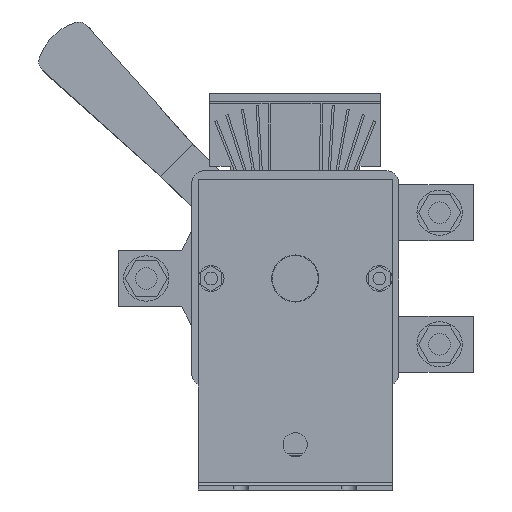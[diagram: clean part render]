
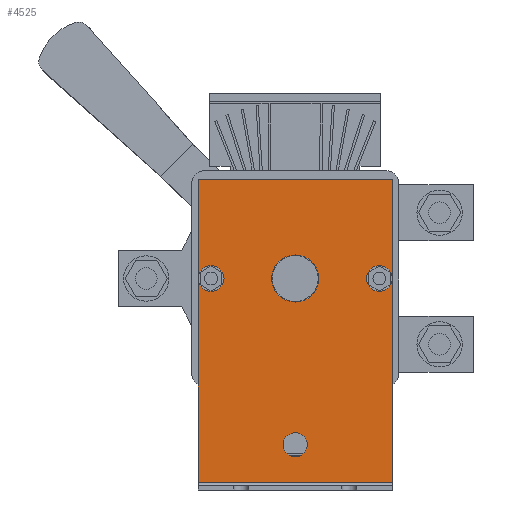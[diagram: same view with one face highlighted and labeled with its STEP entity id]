
A CAD part, left-side view. The second image highlights one B-rep face of the part: STEP entity #4525.
In plain terms, the highlighted planar face has unit normal (-1, 0, 0).
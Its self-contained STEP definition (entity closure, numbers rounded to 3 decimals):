
#1856 = VERTEX_POINT ( 'NONE', #63004 ) ;
#3273 = EDGE_CURVE ( 'NONE', #41592, #56450, #21454, .T. ) ;
#4133 = VERTEX_POINT ( 'NONE', #23489 ) ;
#4525 = ADVANCED_FACE ( 'NONE', ( #5445, #64996, #19386 ), #63330, .F. ) ;
#4863 = EDGE_CURVE ( 'NONE', #1856, #40153, #14707, .T. ) ;
#5445 = FACE_BOUND ( 'NONE', #54929, .T. ) ;
#5644 = VECTOR ( 'NONE', #62006, 1000. ) ;
#7633 = EDGE_LOOP ( 'NONE', ( #35987, #62301, #37964, #17538, #24966, #66928, #13001, #8319 ) ) ;
#8319 = ORIENTED_EDGE ( 'NONE', *, *, #31335, .F. ) ;
#8546 = CARTESIAN_POINT ( 'NONE',  ( -87.5, -45., 46. ) ) ;
#13001 = ORIENTED_EDGE ( 'NONE', *, *, #4863, .F. ) ;
#13088 = AXIS2_PLACEMENT_3D ( 'NONE', #49952, #14317, #55987 ) ;
#13341 = VECTOR ( 'NONE', #39049, 1000. ) ;
#13603 = CARTESIAN_POINT ( 'NONE',  ( -87.5, 45., 46. ) ) ;
#14317 = DIRECTION ( 'NONE',  ( 1., 0., 0. ) ) ;
#14707 = LINE ( 'NONE', #49678, #60358 ) ;
#14936 = VECTOR ( 'NONE', #18354, 1000. ) ;
#15282 = CARTESIAN_POINT ( 'NONE',  ( -87.5, -45., -96. ) ) ;
#17376 = EDGE_CURVE ( 'NONE', #40153, #41592, #44453, .T. ) ;
#17538 = ORIENTED_EDGE ( 'NONE', *, *, #3273, .F. ) ;
#17839 = CARTESIAN_POINT ( 'NONE',  ( -87.5, 45., -94.5 ) ) ;
#18004 = CARTESIAN_POINT ( 'NONE',  ( -87.5, -45., -94.5 ) ) ;
#18354 = DIRECTION ( 'NONE',  ( 0., 1., 0. ) ) ;
#19386 = FACE_OUTER_BOUND ( 'NONE', #7633, .T. ) ;
#21454 = LINE ( 'NONE', #49958, #5644 ) ;
#21848 = AXIS2_PLACEMENT_3D ( 'NONE', #51796, #57824, #22127 ) ;
#22127 = DIRECTION ( 'NONE',  ( 0., 0., 1. ) ) ;
#22764 = DIRECTION ( 'NONE',  ( 1., 0., 0. ) ) ;
#23293 = DIRECTION ( 'NONE',  ( 1., 0., 0. ) ) ;
#23489 = CARTESIAN_POINT ( 'NONE',  ( -87.5, -45., 0. ) ) ;
#24043 = EDGE_CURVE ( 'NONE', #40153, #40153, #51046, .T. ) ;
#24966 = ORIENTED_EDGE ( 'NONE', *, *, #17376, .F. ) ;
#25862 = CARTESIAN_POINT ( 'NONE',  ( -87.5, -39., 0. ) ) ;
#28130 = CIRCLE ( 'NONE', #58392, 6. ) ;
#28462 = EDGE_LOOP ( 'NONE', ( #58423 ) ) ;
#29076 = LINE ( 'NONE', #68949, #13341 ) ;
#29891 = AXIS2_PLACEMENT_3D ( 'NONE', #59027, #23293, #64961 ) ;
#30218 = CARTESIAN_POINT ( 'NONE',  ( -87.5, 0., -82.6 ) ) ;
#30366 = ORIENTED_EDGE ( 'NONE', *, *, #65346, .T. ) ;
#31335 = EDGE_CURVE ( 'NONE', #43464, #1856, #46487, .T. ) ;
#31849 = DIRECTION ( 'NONE',  ( 0., 0., 1. ) ) ;
#32634 = VERTEX_POINT ( 'NONE', #60245 ) ;
#35393 = CIRCLE ( 'NONE', #13088, 10.9 ) ;
#35987 = ORIENTED_EDGE ( 'NONE', *, *, #75627, .T. ) ;
#36321 = VERTEX_POINT ( 'NONE', #30218 ) ;
#36937 = DIRECTION ( 'NONE',  ( 0., 0., 1. ) ) ;
#37200 = CARTESIAN_POINT ( 'NONE',  ( -87.5, 45., -96. ) ) ;
#37964 = ORIENTED_EDGE ( 'NONE', *, *, #60984, .T. ) ;
#38526 = AXIS2_PLACEMENT_3D ( 'NONE', #58464, #22764, #64446 ) ;
#39049 = DIRECTION ( 'NONE',  ( 0., 0., 1. ) ) ;
#40153 = VERTEX_POINT ( 'NONE', #48135 ) ;
#40684 = VECTOR ( 'NONE', #36937, 1000. ) ;
#41592 = VERTEX_POINT ( 'NONE', #13603 ) ;
#43401 = LINE ( 'NONE', #15282, #61217 ) ;
#43464 = VERTEX_POINT ( 'NONE', #18004 ) ;
#44453 = LINE ( 'NONE', #37200, #40684 ) ;
#46487 = LINE ( 'NONE', #17839, #14936 ) ;
#48135 = CARTESIAN_POINT ( 'NONE',  ( -87.5, 45., 0. ) ) ;
#49678 = CARTESIAN_POINT ( 'NONE',  ( -87.5, 45., -96. ) ) ;
#49952 = CARTESIAN_POINT ( 'NONE',  ( -87.5, 0., 0. ) ) ;
#49958 = CARTESIAN_POINT ( 'NONE',  ( -87.5, 193.417, 46. ) ) ;
#51046 = CIRCLE ( 'NONE', #38526, 6. ) ;
#51796 = CARTESIAN_POINT ( 'NONE',  ( -87.5, 193.417, -96. ) ) ;
#54929 = EDGE_LOOP ( 'NONE', ( #30366 ) ) ;
#55703 = DIRECTION ( 'NONE',  ( 0., 0., 1. ) ) ;
#55987 = DIRECTION ( 'NONE',  ( 0., 0., -1. ) ) ;
#56450 = VERTEX_POINT ( 'NONE', #8546 ) ;
#56935 = DIRECTION ( 'NONE',  ( 0., 0., 1. ) ) ;
#57824 = DIRECTION ( 'NONE',  ( 1., 0., 0. ) ) ;
#58392 = AXIS2_PLACEMENT_3D ( 'NONE', #25862, #67477, #31849 ) ;
#58423 = ORIENTED_EDGE ( 'NONE', *, *, #63136, .T. ) ;
#58464 = CARTESIAN_POINT ( 'NONE',  ( -87.5, 39., 0. ) ) ;
#59027 = CARTESIAN_POINT ( 'NONE',  ( -87.5, 0., -77. ) ) ;
#60245 = CARTESIAN_POINT ( 'NONE',  ( -87.5, 0., -10.9 ) ) ;
#60358 = VECTOR ( 'NONE', #55703, 1000. ) ;
#60984 = EDGE_CURVE ( 'NONE', #4133, #56450, #43401, .T. ) ;
#61022 = CIRCLE ( 'NONE', #29891, 5.6 ) ;
#61217 = VECTOR ( 'NONE', #56935, 1000. ) ;
#62006 = DIRECTION ( 'NONE',  ( 0., -1., 0. ) ) ;
#62301 = ORIENTED_EDGE ( 'NONE', *, *, #76741, .F. ) ;
#63004 = CARTESIAN_POINT ( 'NONE',  ( -87.5, 45., -94.5 ) ) ;
#63136 = EDGE_CURVE ( 'NONE', #36321, #36321, #61022, .T. ) ;
#63330 = PLANE ( 'NONE',  #21848 ) ;
#64446 = DIRECTION ( 'NONE',  ( 0., 0., 1. ) ) ;
#64961 = DIRECTION ( 'NONE',  ( 0., 0., -1. ) ) ;
#64996 = FACE_BOUND ( 'NONE', #28462, .T. ) ;
#65346 = EDGE_CURVE ( 'NONE', #32634, #32634, #35393, .T. ) ;
#66928 = ORIENTED_EDGE ( 'NONE', *, *, #24043, .T. ) ;
#67477 = DIRECTION ( 'NONE',  ( -1., 0., 0. ) ) ;
#68949 = CARTESIAN_POINT ( 'NONE',  ( -87.5, -45., -96. ) ) ;
#75627 = EDGE_CURVE ( 'NONE', #43464, #4133, #29076, .T. ) ;
#76741 = EDGE_CURVE ( 'NONE', #4133, #4133, #28130, .T. ) ;
